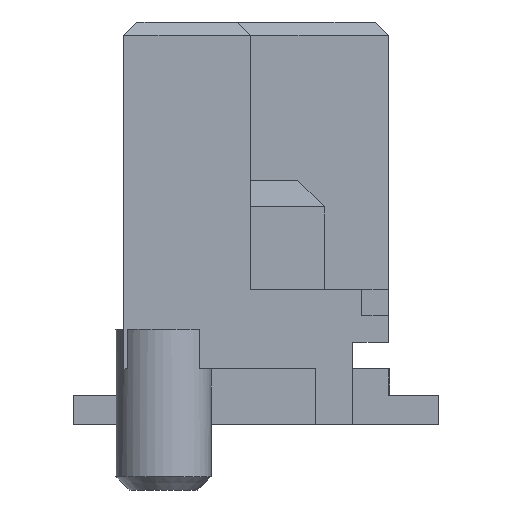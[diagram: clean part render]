
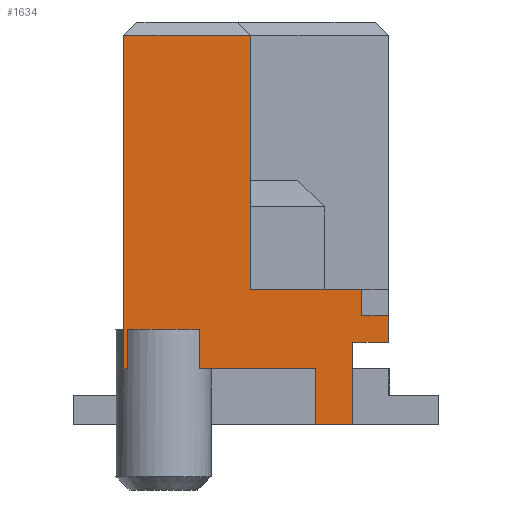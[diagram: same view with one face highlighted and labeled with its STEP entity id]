
A CAD part, front view. The second image highlights one B-rep face of the part: STEP entity #1634.
In plain terms, the highlighted planar face has unit normal (0, -1, 0).
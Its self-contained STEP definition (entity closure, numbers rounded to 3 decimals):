
#319 = EDGE_CURVE('',#320,#322,#324,.T.);
#320 = VERTEX_POINT('',#321);
#321 = CARTESIAN_POINT('',(1.68,-5.7,0.));
#322 = VERTEX_POINT('',#323);
#323 = CARTESIAN_POINT('',(1.68,-5.7,1.56));
#324 = LINE('',#325,#326);
#325 = CARTESIAN_POINT('',(1.68,-5.7,0.));
#326 = VECTOR('',#327,1.);
#327 = DIRECTION('',(0.,0.,1.));
#590 = VERTEX_POINT('',#591);
#591 = CARTESIAN_POINT('',(-2.65,-5.7,1.06));
#599 = EDGE_CURVE('',#590,#600,#602,.T.);
#600 = VERTEX_POINT('',#601);
#601 = CARTESIAN_POINT('',(-2.65,-5.7,7.366));
#602 = LINE('',#603,#604);
#603 = CARTESIAN_POINT('',(-2.65,-5.7,1.06));
#604 = VECTOR('',#605,1.);
#605 = DIRECTION('',(0.,0.,1.));
#971 = VERTEX_POINT('',#972);
#972 = CARTESIAN_POINT('',(2.35,-5.7,1.56));
#978 = EDGE_CURVE('',#971,#322,#979,.T.);
#979 = LINE('',#980,#981);
#980 = CARTESIAN_POINT('',(2.36,-5.7,1.56));
#981 = VECTOR('',#982,1.);
#982 = DIRECTION('',(-1.,0.,0.));
#992 = EDGE_CURVE('',#971,#993,#995,.T.);
#993 = VERTEX_POINT('',#994);
#994 = CARTESIAN_POINT('',(2.35,-5.7,2.06));
#995 = LINE('',#996,#997);
#996 = CARTESIAN_POINT('',(2.35,-5.7,1.06));
#997 = VECTOR('',#998,1.);
#998 = DIRECTION('',(0.,0.,1.));
#1382 = VERTEX_POINT('',#1383);
#1383 = CARTESIAN_POINT('',(1.85,-5.7,2.56));
#1389 = EDGE_CURVE('',#1382,#1390,#1392,.T.);
#1390 = VERTEX_POINT('',#1391);
#1391 = CARTESIAN_POINT('',(-0.25,-5.7,2.56));
#1392 = LINE('',#1393,#1394);
#1393 = CARTESIAN_POINT('',(2.35,-5.7,2.56));
#1394 = VECTOR('',#1395,1.);
#1395 = DIRECTION('',(-1.,0.,0.));
#1634 = ADVANCED_FACE('',(#1635),#1724,.T.);
#1635 = FACE_BOUND('',#1636,.T.);
#1636 = EDGE_LOOP('',(#1637,#1647,#1655,#1661,#1662,#1663,#1664,#1672,
#1678,#1679,#1687,#1693,#1694,#1702,#1710,#1718));
#1637 = ORIENTED_EDGE('',*,*,#1638,.F.);
#1638 = EDGE_CURVE('',#1639,#1641,#1643,.T.);
#1639 = VERTEX_POINT('',#1640);
#1640 = CARTESIAN_POINT('',(0.98,-5.7,1.06));
#1641 = VERTEX_POINT('',#1642);
#1642 = CARTESIAN_POINT('',(-1.225,-5.7,1.06));
#1643 = LINE('',#1644,#1645);
#1644 = CARTESIAN_POINT('',(2.35,-5.7,1.06));
#1645 = VECTOR('',#1646,1.);
#1646 = DIRECTION('',(-1.,0.,0.));
#1647 = ORIENTED_EDGE('',*,*,#1648,.F.);
#1648 = EDGE_CURVE('',#1649,#1639,#1651,.T.);
#1649 = VERTEX_POINT('',#1650);
#1650 = CARTESIAN_POINT('',(0.98,-5.7,0.));
#1651 = LINE('',#1652,#1653);
#1652 = CARTESIAN_POINT('',(0.98,-5.7,0.));
#1653 = VECTOR('',#1654,1.);
#1654 = DIRECTION('',(0.,0.,1.));
#1655 = ORIENTED_EDGE('',*,*,#1656,.T.);
#1656 = EDGE_CURVE('',#1649,#320,#1657,.T.);
#1657 = LINE('',#1658,#1659);
#1658 = CARTESIAN_POINT('',(0.98,-5.7,0.));
#1659 = VECTOR('',#1660,1.);
#1660 = DIRECTION('',(1.,0.,0.));
#1661 = ORIENTED_EDGE('',*,*,#319,.T.);
#1662 = ORIENTED_EDGE('',*,*,#978,.F.);
#1663 = ORIENTED_EDGE('',*,*,#992,.T.);
#1664 = ORIENTED_EDGE('',*,*,#1665,.T.);
#1665 = EDGE_CURVE('',#993,#1666,#1668,.T.);
#1666 = VERTEX_POINT('',#1667);
#1667 = CARTESIAN_POINT('',(1.85,-5.7,2.06));
#1668 = LINE('',#1669,#1670);
#1669 = CARTESIAN_POINT('',(2.225,-5.7,2.06));
#1670 = VECTOR('',#1671,1.);
#1671 = DIRECTION('',(-1.,0.,0.));
#1672 = ORIENTED_EDGE('',*,*,#1673,.T.);
#1673 = EDGE_CURVE('',#1666,#1382,#1674,.T.);
#1674 = LINE('',#1675,#1676);
#1675 = CARTESIAN_POINT('',(1.85,-5.7,1.56));
#1676 = VECTOR('',#1677,1.);
#1677 = DIRECTION('',(0.,0.,1.));
#1678 = ORIENTED_EDGE('',*,*,#1389,.T.);
#1679 = ORIENTED_EDGE('',*,*,#1680,.T.);
#1680 = EDGE_CURVE('',#1390,#1681,#1683,.T.);
#1681 = VERTEX_POINT('',#1682);
#1682 = CARTESIAN_POINT('',(-0.25,-5.7,7.366));
#1683 = LINE('',#1684,#1685);
#1684 = CARTESIAN_POINT('',(-0.25,-5.7,1.566));
#1685 = VECTOR('',#1686,1.);
#1686 = DIRECTION('',(0.,0.,1.));
#1687 = ORIENTED_EDGE('',*,*,#1688,.F.);
#1688 = EDGE_CURVE('',#600,#1681,#1689,.T.);
#1689 = LINE('',#1690,#1691);
#1690 = CARTESIAN_POINT('',(-2.4,-5.7,7.366));
#1691 = VECTOR('',#1692,1.);
#1692 = DIRECTION('',(1.,0.,0.));
#1693 = ORIENTED_EDGE('',*,*,#599,.F.);
#1694 = ORIENTED_EDGE('',*,*,#1695,.F.);
#1695 = EDGE_CURVE('',#1696,#590,#1698,.T.);
#1696 = VERTEX_POINT('',#1697);
#1697 = CARTESIAN_POINT('',(-2.575,-5.7,1.06));
#1698 = LINE('',#1699,#1700);
#1699 = CARTESIAN_POINT('',(2.35,-5.7,1.06));
#1700 = VECTOR('',#1701,1.);
#1701 = DIRECTION('',(-1.,0.,0.));
#1702 = ORIENTED_EDGE('',*,*,#1703,.T.);
#1703 = EDGE_CURVE('',#1696,#1704,#1706,.T.);
#1704 = VERTEX_POINT('',#1705);
#1705 = CARTESIAN_POINT('',(-2.575,-5.7,1.81));
#1706 = LINE('',#1707,#1708);
#1707 = CARTESIAN_POINT('',(-2.575,-5.7,1.81));
#1708 = VECTOR('',#1709,1.);
#1709 = DIRECTION('',(0.,0.,1.));
#1710 = ORIENTED_EDGE('',*,*,#1711,.F.);
#1711 = EDGE_CURVE('',#1712,#1704,#1714,.T.);
#1712 = VERTEX_POINT('',#1713);
#1713 = CARTESIAN_POINT('',(-1.225,-5.7,1.81));
#1714 = LINE('',#1715,#1716);
#1715 = CARTESIAN_POINT('',(-1.226,-5.7,1.81));
#1716 = VECTOR('',#1717,1.);
#1717 = DIRECTION('',(-1.,0.,0.));
#1718 = ORIENTED_EDGE('',*,*,#1719,.F.);
#1719 = EDGE_CURVE('',#1641,#1712,#1720,.T.);
#1720 = LINE('',#1721,#1722);
#1721 = CARTESIAN_POINT('',(-1.225,-5.7,1.81));
#1722 = VECTOR('',#1723,1.);
#1723 = DIRECTION('',(0.,0.,1.));
#1724 = PLANE('',#1725);
#1725 = AXIS2_PLACEMENT_3D('',#1726,#1727,#1728);
#1726 = CARTESIAN_POINT('',(-0.552,-5.7,3.365));
#1727 = DIRECTION('',(0.,-1.,0.));
#1728 = DIRECTION('',(0.,0.,-1.));
